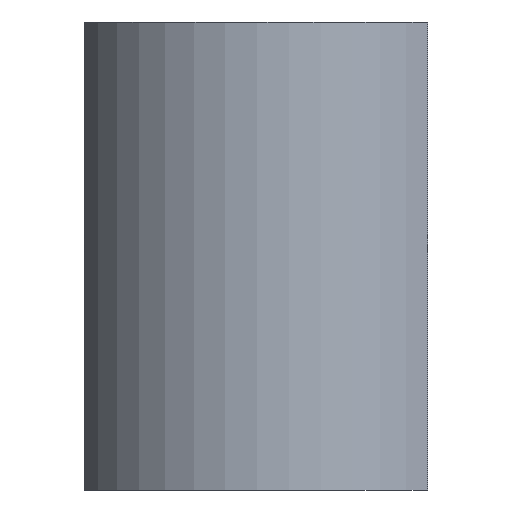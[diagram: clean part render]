
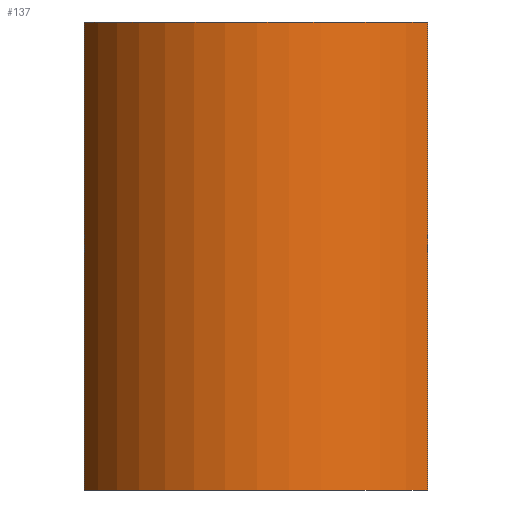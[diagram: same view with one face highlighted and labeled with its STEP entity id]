
A CAD part, front view. The second image highlights one B-rep face of the part: STEP entity #137.
In plain terms, the highlighted cylindrical face has radius 4.25 mm (diameter 8.5 mm), a partial arc.
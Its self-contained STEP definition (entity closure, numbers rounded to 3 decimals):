
#22=FACE_OUTER_BOUND('',#30,.T.);
#30=EDGE_LOOP('',(#104,#105,#106,#107));
#40=LINE('',#228,#52);
#41=LINE('',#234,#53);
#52=VECTOR('',#185,10.);
#53=VECTOR('',#192,10.);
#62=CIRCLE('',#162,4.25);
#63=CIRCLE('',#163,4.25);
#70=VERTEX_POINT('',#224);
#71=VERTEX_POINT('',#226);
#72=VERTEX_POINT('',#230);
#73=VERTEX_POINT('',#232);
#84=EDGE_CURVE('',#70,#71,#40,.T.);
#85=EDGE_CURVE('',#70,#72,#62,.T.);
#86=EDGE_CURVE('',#73,#71,#63,.T.);
#87=EDGE_CURVE('',#72,#73,#41,.T.);
#104=ORIENTED_EDGE('',*,*,#85,.F.);
#105=ORIENTED_EDGE('',*,*,#84,.T.);
#106=ORIENTED_EDGE('',*,*,#86,.F.);
#107=ORIENTED_EDGE('',*,*,#87,.F.);
#133=CYLINDRICAL_SURFACE('',#161,4.25);
#137=ADVANCED_FACE('',(#22),#133,.T.);
#161=AXIS2_PLACEMENT_3D('',#229,#186,#187);
#162=AXIS2_PLACEMENT_3D('',#231,#188,#189);
#163=AXIS2_PLACEMENT_3D('',#233,#190,#191);
#185=DIRECTION('',(0.,0.,-1.));
#186=DIRECTION('center_axis',(0.,0.,-1.));
#187=DIRECTION('ref_axis',(1.,0.,0.));
#188=DIRECTION('center_axis',(0.,0.,1.));
#189=DIRECTION('ref_axis',(1.,0.,0.));
#190=DIRECTION('center_axis',(0.,0.,-1.));
#191=DIRECTION('ref_axis',(1.,0.,0.));
#192=DIRECTION('',(0.,0.,-1.));
#224=CARTESIAN_POINT('',(-14.735,-168.365,-1.));
#226=CARTESIAN_POINT('',(-14.735,-168.365,-11.));
#228=CARTESIAN_POINT('',(-14.735,-168.365,-1.));
#229=CARTESIAN_POINT('Origin',(-10.756,-166.87,-1.));
#230=CARTESIAN_POINT('',(-7.4,-169.478,-1.));
#231=CARTESIAN_POINT('Origin',(-10.756,-166.87,-1.));
#232=CARTESIAN_POINT('',(-7.4,-169.478,-11.));
#233=CARTESIAN_POINT('Origin',(-10.756,-166.87,-11.));
#234=CARTESIAN_POINT('',(-7.4,-169.478,-1.));
